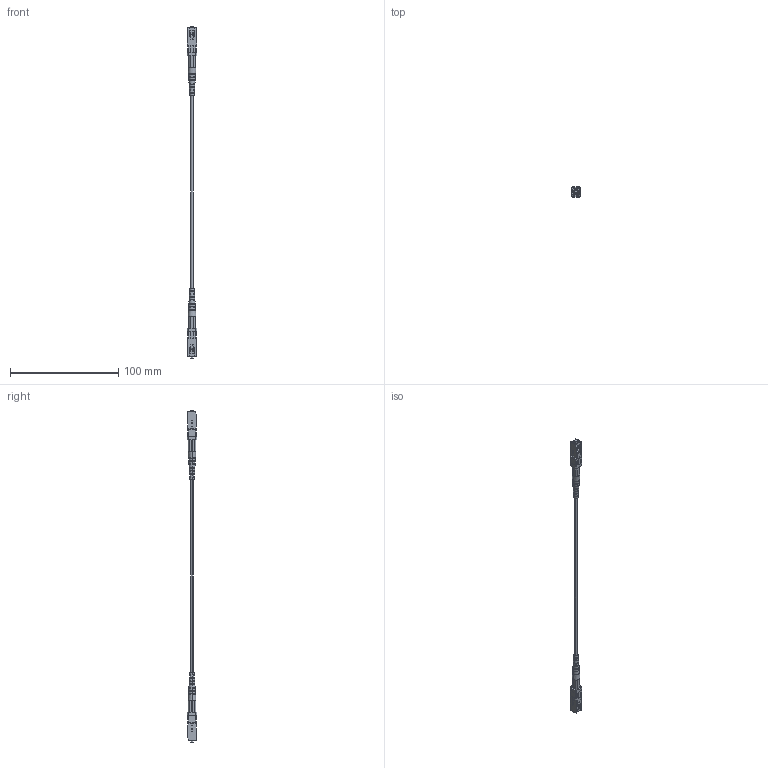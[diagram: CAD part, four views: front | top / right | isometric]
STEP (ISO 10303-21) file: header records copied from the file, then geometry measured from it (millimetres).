
FILE_DESCRIPTION (( 'STEP AP203' ), '1' );
FILE_NAME ('FCA-S1SR-SCSC_3D.STEP', '2021-10-04T19:15:41', ( '' ), ( '' ), 'SwSTEP 2.0', 'SolidWorks 2021', '' );
FILE_SCHEMA (( 'CONFIG_CONTROL_DESIGN' ));
Length unit declared in the file: inch
Products named in the file (8): 1AF04-005-MA2^1AF04-005(2)_1AF04-005_FCA-S1SR-SCSC; FCA-S1SR-SCSC_3D; 1AF04-005^FCA-S1SR-SCSC; 1AF04-005-MA4^1AF04-005(2)_1AF04-005_FCA-S1SR-SCSC; 1AF04-005-MA3^1AF04-005(2)_1AF04-005_FCA-S1SR-SCSC; 1AF04-005-MA1^1AF04-005(2)_1AF04-005_FCA-S1SR-SCSC; Fiber Coax^FCA-S1SR-SCSC; 1AF04-005(2)^1AF04-005_FCA-S1SR-SCSC
Assembly tree (8 placements, depth 4):
  FCA-S1SR-SCSC_3D
    Fiber Coax^FCA-S1SR-SCSC
    1AF04-005^FCA-S1SR-SCSC  x2
      1AF04-005(2)^1AF04-005_FCA-S1SR-SCSC
        1AF04-005-MA2^1AF04-005(2)_1AF04-005_FCA-S1SR-SCSC
        1AF04-005-MA1^1AF04-005(2)_1AF04-005_FCA-S1SR-SCSC
        1AF04-005-MA4^1AF04-005(2)_1AF04-005_FCA-S1SR-SCSC
        1AF04-005-MA3^1AF04-005(2)_1AF04-005_FCA-S1SR-SCSC
Bounding box: 8.89 x 8.89 x 306.17 mm (x, y, z)
Volume: 4007.9 mm3; surface area: 8941.9 mm2
Topology: 9 solids, 9 shells, 544 faces, 1580 edges, 1036 vertices
Faces by surface type: plane 478, cylinder 50, cone 12, torus 4
Entity records: 10261 total; most frequent: CARTESIAN_POINT 2050, ORIENTED_EDGE 1586, DIRECTION 1463, EDGE_CURVE 793, LINE 573, VECTOR 573, VERTEX_POINT 520, AXIS2_PLACEMENT_3D 445
